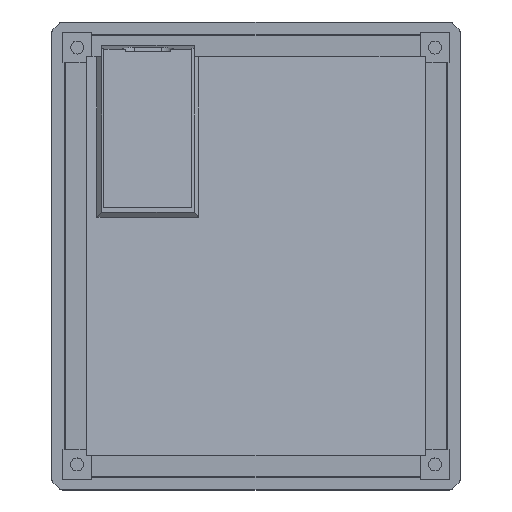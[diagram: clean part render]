
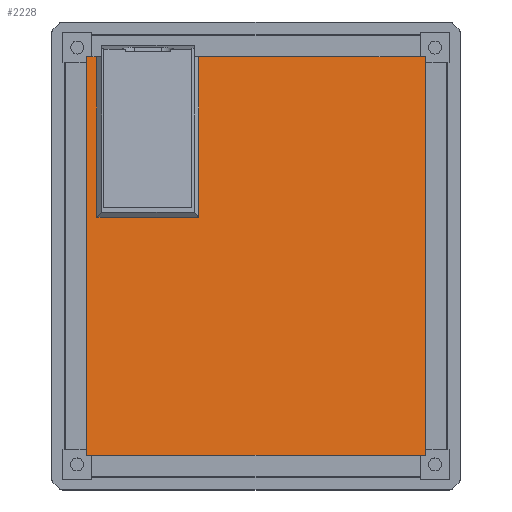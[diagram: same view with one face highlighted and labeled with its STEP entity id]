
A CAD part, top view. The second image highlights one B-rep face of the part: STEP entity #2228.
In plain terms, the highlighted planar face has unit normal (0, 0.087, 0.996).
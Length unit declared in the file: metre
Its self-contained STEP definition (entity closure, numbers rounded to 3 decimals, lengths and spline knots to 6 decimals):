
#424=ORIENTED_EDGE('',*,*,#830,.T.);
#425=ORIENTED_EDGE('',*,*,#1008,.T.);
#426=ORIENTED_EDGE('',*,*,#1009,.T.);
#427=ORIENTED_EDGE('',*,*,#1010,.T.);
#428=ORIENTED_EDGE('',*,*,#968,.T.);
#429=ORIENTED_EDGE('',*,*,#975,.F.);
#430=ORIENTED_EDGE('',*,*,#826,.F.);
#431=ORIENTED_EDGE('',*,*,#839,.T.);
#826=EDGE_CURVE('',#1147,#1148,#1352,.T.);
#830=EDGE_CURVE('',#1151,#1150,#1356,.T.);
#839=EDGE_CURVE('',#1147,#1151,#1365,.T.);
#968=EDGE_CURVE('',#1250,#1251,#1477,.T.);
#975=EDGE_CURVE('',#1148,#1251,#1483,.T.);
#1008=EDGE_CURVE('',#1150,#1279,#1508,.T.);
#1009=EDGE_CURVE('',#1279,#1280,#1509,.T.);
#1010=EDGE_CURVE('',#1280,#1250,#1510,.T.);
#1147=VERTEX_POINT('',#3259);
#1148=VERTEX_POINT('',#3261);
#1150=VERTEX_POINT('',#3267);
#1151=VERTEX_POINT('',#3269);
#1250=VERTEX_POINT('',#3543);
#1251=VERTEX_POINT('',#3544);
#1279=VERTEX_POINT('',#3622);
#1280=VERTEX_POINT('',#3624);
#1352=LINE('',#3260,#1600);
#1356=LINE('',#3268,#1604);
#1365=LINE('',#3286,#1613);
#1477=LINE('',#3542,#1725);
#1483=LINE('',#3555,#1731);
#1508=LINE('',#3621,#1756);
#1509=LINE('',#3623,#1757);
#1510=LINE('',#3625,#1758);
#1600=VECTOR('',#2576,1.);
#1604=VECTOR('',#2582,1.);
#1613=VECTOR('',#2593,1.);
#1725=VECTOR('',#2811,1.);
#1731=VECTOR('',#2821,1.);
#1756=VECTOR('',#2880,1.);
#1757=VECTOR('',#2881,1.);
#1758=VECTOR('',#2882,1.);
#1870=EDGE_LOOP('',(#424,#425,#426,#427,#428,#429,#430,#431));
#2010=FACE_BOUND('',#1870,.T.);
#2139=PLANE('',#2400);
#2228=ADVANCED_FACE('',(#2010),#2139,.T.);
#2400=AXIS2_PLACEMENT_3D('',#3620,#2878,#2879);
#2576=DIRECTION('',(-1.,0.,0.));
#2582=DIRECTION('',(-1.,0.,0.));
#2593=DIRECTION('',(0.,0.996,-0.087));
#2811=DIRECTION('',(-1.,0.,0.));
#2821=DIRECTION('',(0.,0.996,-0.087));
#2878=DIRECTION('',(0.,0.087,0.996));
#2879=DIRECTION('',(0.,-0.996,0.087));
#2880=DIRECTION('',(0.,-0.996,0.087));
#2881=DIRECTION('',(-1.,0.,0.));
#2882=DIRECTION('',(0.,0.996,-0.087));
#3259=CARTESIAN_POINT('',(0.036635,-0.043,-0.00225));
#3260=CARTESIAN_POINT('',(0.039635,-0.043,-0.00225));
#3261=CARTESIAN_POINT('',(-0.036635,-0.043,-0.00225));
#3267=CARTESIAN_POINT('',(-0.012326,0.043,-0.009728));
#3268=CARTESIAN_POINT('',(0.039635,0.043,-0.009728));
#3269=CARTESIAN_POINT('',(0.036635,0.043,-0.009728));
#3286=CARTESIAN_POINT('',(0.036635,0.00026,-0.006011));
#3542=CARTESIAN_POINT('',(0.039635,0.043,-0.009728));
#3543=CARTESIAN_POINT('',(-0.034326,0.043,-0.009728));
#3544=CARTESIAN_POINT('',(-0.036635,0.043,-0.009728));
#3555=CARTESIAN_POINT('',(-0.036635,0.00026,-0.006011));
#3620=CARTESIAN_POINT('',(0.039635,0.00026,-0.006011));
#3621=CARTESIAN_POINT('',(-0.012326,0.009399,-0.006806));
#3622=CARTESIAN_POINT('',(-0.012326,0.008403,-0.006719));
#3623=CARTESIAN_POINT('',(0.039635,0.008403,-0.006719));
#3624=CARTESIAN_POINT('',(-0.034326,0.008403,-0.006719));
#3625=CARTESIAN_POINT('',(-0.034326,0.00026,-0.006011));
